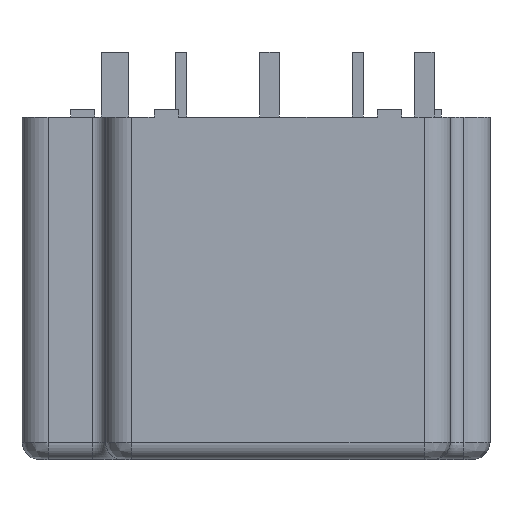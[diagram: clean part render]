
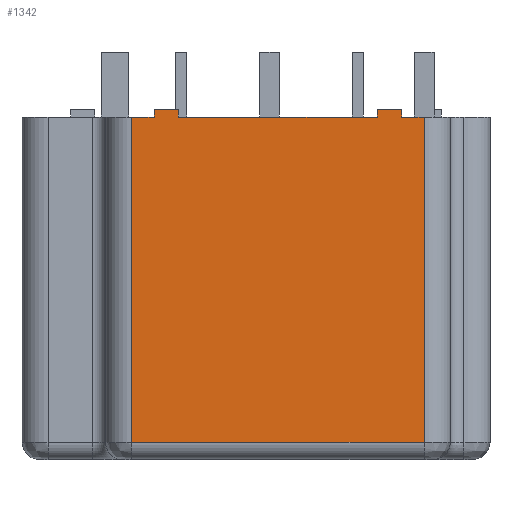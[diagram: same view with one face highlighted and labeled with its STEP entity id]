
A CAD part, front view. The second image highlights one B-rep face of the part: STEP entity #1342.
In plain terms, the highlighted planar face has unit normal (0, -1, 0).
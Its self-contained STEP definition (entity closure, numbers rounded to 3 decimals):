
#84=DIRECTION('',(1.,0.,0.));
#85=VECTOR('',#84,11.43);
#86=CARTESIAN_POINT('',(-5.232,-15.926,0.));
#87=LINE('',#86,#85);
#100=DIRECTION('',(1.,0.,0.));
#101=VECTOR('',#100,1.294);
#102=CARTESIAN_POINT('',(-7.924,-15.926,0.));
#103=LINE('',#102,#101);
#204=DIRECTION('',(1.,0.,0.));
#205=VECTOR('',#204,1.294);
#206=CARTESIAN_POINT('',(7.595,-15.926,0.));
#207=LINE('',#206,#205);
#304=DIRECTION('',(0.,0.,1.));
#305=VECTOR('',#304,0.406);
#306=CARTESIAN_POINT('',(7.595,-15.926,0.));
#307=LINE('',#306,#305);
#308=DIRECTION('',(-1.,0.,0.));
#309=VECTOR('',#308,16.812);
#310=CARTESIAN_POINT('',(8.889,-15.926,-18.685));
#311=LINE('',#310,#309);
#312=DIRECTION('',(0.,0.,-1.));
#313=VECTOR('',#312,18.685);
#314=CARTESIAN_POINT('',(-7.924,-15.926,0.));
#315=LINE('',#314,#313);
#316=DIRECTION('',(0.,0.,1.));
#317=VECTOR('',#316,0.406);
#318=CARTESIAN_POINT('',(-6.629,-15.926,0.));
#319=LINE('',#318,#317);
#320=DIRECTION('',(0.,0.,1.));
#321=VECTOR('',#320,0.406);
#322=CARTESIAN_POINT('',(6.198,-15.926,0.));
#323=LINE('',#322,#321);
#431=DIRECTION('',(0.,0.,-1.));
#432=VECTOR('',#431,18.685);
#433=CARTESIAN_POINT('',(8.889,-15.926,0.));
#434=LINE('',#433,#432);
#628=DIRECTION('',(1.,0.,0.));
#629=VECTOR('',#628,1.397);
#630=CARTESIAN_POINT('',(6.198,-15.926,0.406));
#631=LINE('',#630,#629);
#640=DIRECTION('',(1.,0.,0.));
#641=VECTOR('',#640,1.397);
#642=CARTESIAN_POINT('',(-6.629,-15.926,0.406));
#643=LINE('',#642,#641);
#704=DIRECTION('',(0.,0.,1.));
#705=VECTOR('',#704,0.406);
#706=CARTESIAN_POINT('',(-5.232,-15.926,0.));
#707=LINE('',#706,#705);
#926=CARTESIAN_POINT('',(-7.924,-15.926,0.));
#927=VERTEX_POINT('',#926);
#928=CARTESIAN_POINT('',(8.889,-15.926,0.));
#930=VERTEX_POINT('',#928);
#1008=CARTESIAN_POINT('',(7.595,-15.926,0.406));
#1010=VERTEX_POINT('',#1008);
#1014=CARTESIAN_POINT('',(6.198,-15.926,0.406));
#1015=VERTEX_POINT('',#1014);
#1016=CARTESIAN_POINT('',(-6.629,-15.926,0.406));
#1017=CARTESIAN_POINT('',(-5.232,-15.926,0.406));
#1018=VERTEX_POINT('',#1016);
#1019=VERTEX_POINT('',#1017);
#1040=CARTESIAN_POINT('',(7.595,-15.926,0.));
#1042=VERTEX_POINT('',#1040);
#1046=CARTESIAN_POINT('',(6.198,-15.926,0.));
#1047=VERTEX_POINT('',#1046);
#1048=CARTESIAN_POINT('',(-5.232,-15.926,0.));
#1050=VERTEX_POINT('',#1048);
#1054=CARTESIAN_POINT('',(-6.629,-15.926,0.));
#1055=VERTEX_POINT('',#1054);
#1094=CARTESIAN_POINT('',(8.889,-15.926,-18.685));
#1095=VERTEX_POINT('',#1094);
#1098=CARTESIAN_POINT('',(-7.924,-15.926,-18.685));
#1099=VERTEX_POINT('',#1098);
#1315=CARTESIAN_POINT('',(-7.924,-15.926,0.));
#1316=DIRECTION('',(0.,-1.,0.));
#1317=DIRECTION('',(1.,0.,0.));
#1318=AXIS2_PLACEMENT_3D('',#1315,#1316,#1317);
#1319=PLANE('',#1318);
#1321=ORIENTED_EDGE('',*,*,#1320,.T.);
#1323=ORIENTED_EDGE('',*,*,#1322,.F.);
#1324=ORIENTED_EDGE('',*,*,#1187,.T.);
#1326=ORIENTED_EDGE('',*,*,#1325,.T.);
#1328=ORIENTED_EDGE('',*,*,#1327,.T.);
#1330=ORIENTED_EDGE('',*,*,#1329,.F.);
#1331=ORIENTED_EDGE('',*,*,#1179,.T.);
#1333=ORIENTED_EDGE('',*,*,#1332,.T.);
#1335=ORIENTED_EDGE('',*,*,#1334,.T.);
#1336=ORIENTED_EDGE('',*,*,#1306,.F.);
#1337=ORIENTED_EDGE('',*,*,#1235,.T.);
#1339=ORIENTED_EDGE('',*,*,#1338,.T.);
#1340=EDGE_LOOP('',(#1321,#1323,#1324,#1326,#1328,#1330,#1331,#1333,#1335,#1336,
#1337,#1339));
#1341=FACE_OUTER_BOUND('',#1340,.F.);
#1342=ADVANCED_FACE('',(#1341),#1319,.T.);
#1179=EDGE_CURVE('',#1050,#1047,#87,.T.);
#1187=EDGE_CURVE('',#927,#1055,#103,.T.);
#1235=EDGE_CURVE('',#1042,#930,#207,.T.);
#1306=EDGE_CURVE('',#1042,#1010,#307,.T.);
#1320=EDGE_CURVE('',#1095,#1099,#311,.T.);
#1322=EDGE_CURVE('',#927,#1099,#315,.T.);
#1325=EDGE_CURVE('',#1055,#1018,#319,.T.);
#1327=EDGE_CURVE('',#1018,#1019,#643,.T.);
#1329=EDGE_CURVE('',#1050,#1019,#707,.T.);
#1332=EDGE_CURVE('',#1047,#1015,#323,.T.);
#1334=EDGE_CURVE('',#1015,#1010,#631,.T.);
#1338=EDGE_CURVE('',#930,#1095,#434,.T.);
